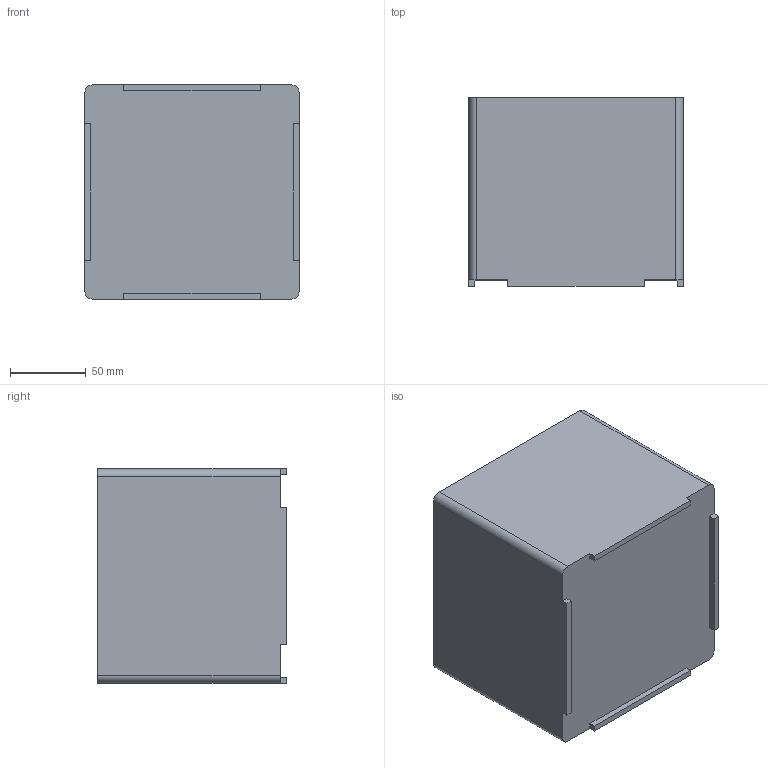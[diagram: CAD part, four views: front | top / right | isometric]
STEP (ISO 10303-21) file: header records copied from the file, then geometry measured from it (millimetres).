
FILE_DESCRIPTION(/* description */ (''),/* implementation_level */ '2;1');
FILE_NAME(/* name */ 'сосуд.stp',/* time_stamp */ '2023-02-20T21:29:17+03:00',/* author */ ('Tasya'),/* organization */ (''),/* preprocessor_version */ 'ST-DEVELOPER v18.1',/* originating_system */ 'Autodesk Inventor 2021',/* authorisation */ '');
FILE_SCHEMA (('AUTOMOTIVE_DESIGN { 1 0 10303 214 3 1 1 }'));
Length unit declared in the file: millimetre
Products named in the file (1): сосуд
Bounding box: 141 x 124 x 141 mm (x, y, z)
Volume: 447664.7 mm3; surface area: 166049.1 mm2
Topology: 1 solids, 1 shells, 41 faces, 104 edges, 66 vertices
Faces by surface type: plane 27, cylinder 11, sphere 3
Entity records: 1260 total; most frequent: CARTESIAN_POINT 212, DIRECTION 209, ORIENTED_EDGE 208, EDGE_CURVE 104, LINE 83, VECTOR 83, VERTEX_POINT 66, AXIS2_PLACEMENT_3D 63
